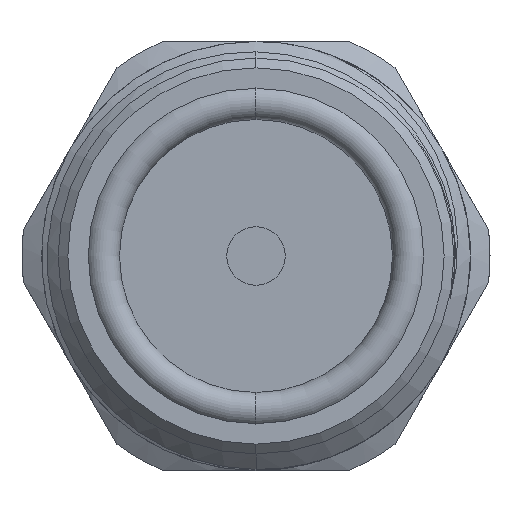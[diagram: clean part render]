
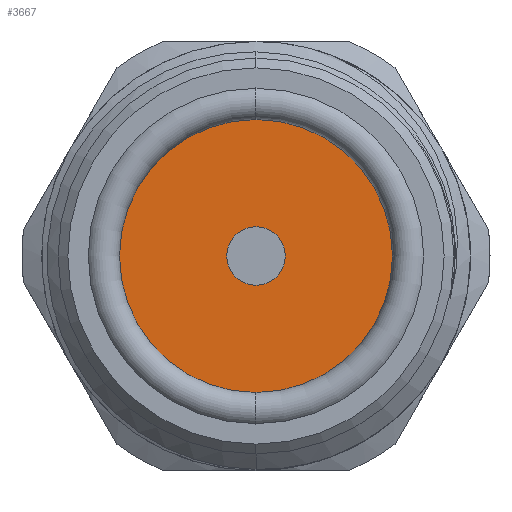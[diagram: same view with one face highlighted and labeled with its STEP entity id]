
A CAD part, front view. The second image highlights one B-rep face of the part: STEP entity #3667.
In plain terms, the highlighted planar face has unit normal (0, -1, 0).
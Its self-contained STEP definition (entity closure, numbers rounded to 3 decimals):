
#789 = FACE_OUTER_BOUND ( 'NONE', #4880, .T. ) ;
#901 = CARTESIAN_POINT ( 'NONE',  ( 0., -5.6, 0. ) ) ;
#1081 = EDGE_CURVE ( 'NONE', #1123, #1492, #2962, .T. ) ;
#1123 = VERTEX_POINT ( 'NONE', #4779 ) ;
#1134 = DIRECTION ( 'NONE',  ( 0., -1., 0. ) ) ;
#1229 = DIRECTION ( 'NONE',  ( 0., -1., 0. ) ) ;
#1380 = DIRECTION ( 'NONE',  ( 0., 0., -1. ) ) ;
#1492 = VERTEX_POINT ( 'NONE', #4743 ) ;
#1695 = PLANE ( 'NONE',  #4998 ) ;
#1819 = CARTESIAN_POINT ( 'NONE',  ( 0., -5.6, 0. ) ) ;
#2078 = DIRECTION ( 'NONE',  ( 0., 0., -1. ) ) ;
#2125 = CARTESIAN_POINT ( 'NONE',  ( 0., -5.6, 0. ) ) ;
#2201 = DIRECTION ( 'NONE',  ( 0., 0., -1. ) ) ;
#2227 = VERTEX_POINT ( 'NONE', #3316 ) ;
#2347 = ORIENTED_EDGE ( 'NONE', *, *, #1081, .T. ) ;
#2519 = DIRECTION ( 'NONE',  ( 0., 0., -1. ) ) ;
#2543 = ORIENTED_EDGE ( 'NONE', *, *, #4240, .F. ) ;
#2546 = AXIS2_PLACEMENT_3D ( 'NONE', #3501, #1134, #3886 ) ;
#2730 = ORIENTED_EDGE ( 'NONE', *, *, #3914, .F. ) ;
#2762 = CIRCLE ( 'NONE', #2546, 1.5 ) ;
#2962 = CIRCLE ( 'NONE', #3718, 8.6 ) ;
#3027 = EDGE_LOOP ( 'NONE', ( #2543, #2730 ) ) ;
#3069 = CIRCLE ( 'NONE', #3766, 1.5 ) ;
#3156 = ORIENTED_EDGE ( 'NONE', *, *, #4215, .T. ) ;
#3316 = CARTESIAN_POINT ( 'NONE',  ( 0., -5.6, -1.5 ) ) ;
#3499 = AXIS2_PLACEMENT_3D ( 'NONE', #2125, #4868, #2519 ) ;
#3501 = CARTESIAN_POINT ( 'NONE',  ( 0., -5.6, 0. ) ) ;
#3548 = CARTESIAN_POINT ( 'NONE',  ( 0., -5.6, 0. ) ) ;
#3667 = ADVANCED_FACE ( 'NONE', ( #3912, #789 ), #1695, .T. ) ;
#3718 = AXIS2_PLACEMENT_3D ( 'NONE', #3548, #1229, #1380 ) ;
#3766 = AXIS2_PLACEMENT_3D ( 'NONE', #1819, #4549, #2201 ) ;
#3886 = DIRECTION ( 'NONE',  ( 0., 0., -1. ) ) ;
#3912 = FACE_BOUND ( 'NONE', #3027, .T. ) ;
#3914 = EDGE_CURVE ( 'NONE', #5064, #2227, #2762, .T. ) ;
#3994 = CIRCLE ( 'NONE', #3499, 8.6 ) ;
#4215 = EDGE_CURVE ( 'NONE', #1492, #1123, #3994, .T. ) ;
#4240 = EDGE_CURVE ( 'NONE', #2227, #5064, #3069, .T. ) ;
#4429 = DIRECTION ( 'NONE',  ( 0., -1., 0. ) ) ;
#4549 = DIRECTION ( 'NONE',  ( 0., -1., 0. ) ) ;
#4743 = CARTESIAN_POINT ( 'NONE',  ( 0., -5.6, 8.6 ) ) ;
#4779 = CARTESIAN_POINT ( 'NONE',  ( 0., -5.6, -8.6 ) ) ;
#4868 = DIRECTION ( 'NONE',  ( 0., -1., 0. ) ) ;
#4880 = EDGE_LOOP ( 'NONE', ( #2347, #3156 ) ) ;
#4998 = AXIS2_PLACEMENT_3D ( 'NONE', #901, #4429, #2078 ) ;
#5048 = CARTESIAN_POINT ( 'NONE',  ( 0., -5.6, 1.5 ) ) ;
#5064 = VERTEX_POINT ( 'NONE', #5048 ) ;
